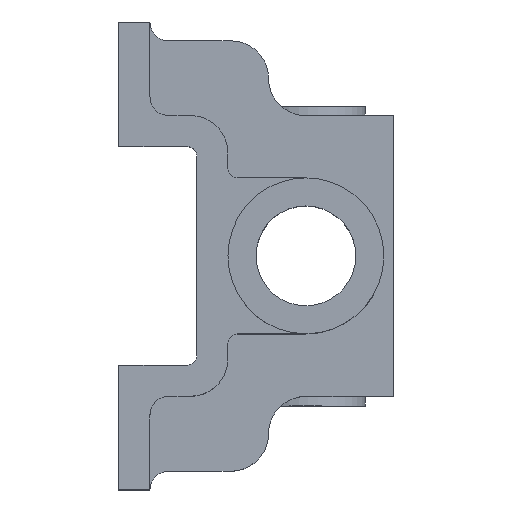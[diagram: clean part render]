
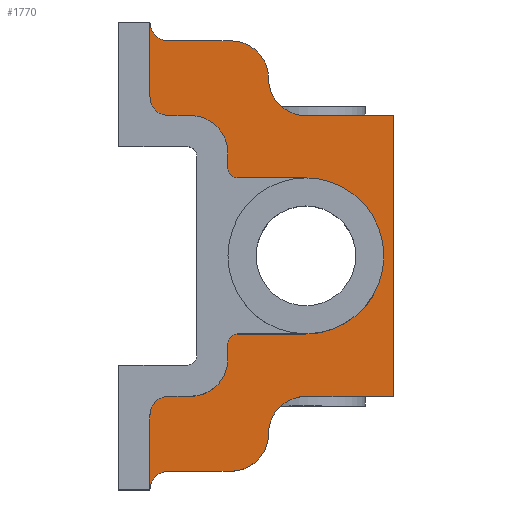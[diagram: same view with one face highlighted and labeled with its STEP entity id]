
A CAD part, top view. The second image highlights one B-rep face of the part: STEP entity #1770.
In plain terms, the highlighted planar face has unit normal (0, 0, 1).
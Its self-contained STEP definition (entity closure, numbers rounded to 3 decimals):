
#451=CARTESIAN_POINT('Vertex',(10.,150.,0.)) ;
#499=CARTESIAN_POINT('Vertex',(88.,30.,0.)) ;
#502=CARTESIAN_POINT('Line Origine',(74.,30.,0.)) ;
#506=CARTESIAN_POINT('Vertex',(60.,30.,0.)) ;
#584=CARTESIAN_POINT('Axis2P3D Location',(60.,18.,0.)) ;
#588=CARTESIAN_POINT('Vertex',(48.,18.,0.)) ;
#683=CARTESIAN_POINT('Axis2P3D Location',(36.,18.,0.)) ;
#687=CARTESIAN_POINT('Vertex',(36.,6.,0.)) ;
#759=CARTESIAN_POINT('Line Origine',(26.,6.,0.)) ;
#763=CARTESIAN_POINT('Vertex',(16.,6.,0.)) ;
#833=CARTESIAN_POINT('Axis2P3D Location',(16.,0.,0.)) ;
#837=CARTESIAN_POINT('Vertex',(10.,0.,0.)) ;
#896=CARTESIAN_POINT('Line Origine',(10.,12.,0.)) ;
#900=CARTESIAN_POINT('Vertex',(10.,24.,0.)) ;
#989=CARTESIAN_POINT('Axis2P3D Location',(16.,24.,0.)) ;
#993=CARTESIAN_POINT('Vertex',(16.,30.,0.)) ;
#1015=CARTESIAN_POINT('Line Origine',(19.5,30.,0.)) ;
#1019=CARTESIAN_POINT('Vertex',(23.,30.,0.)) ;
#1046=CARTESIAN_POINT('Axis2P3D Location',(23.,42.,0.)) ;
#1050=CARTESIAN_POINT('Vertex',(35.,42.,0.)) ;
#1077=CARTESIAN_POINT('Line Origine',(35.,44.5,0.)) ;
#1081=CARTESIAN_POINT('Vertex',(35.,47.,0.)) ;
#1108=CARTESIAN_POINT('Axis2P3D Location',(38.,47.,0.)) ;
#1112=CARTESIAN_POINT('Vertex',(38.,50.,0.)) ;
#1139=CARTESIAN_POINT('Line Origine',(49.,50.,0.)) ;
#1143=CARTESIAN_POINT('Vertex',(60.,50.,0.)) ;
#1177=CARTESIAN_POINT('Axis2P3D Location',(60.,75.,0.)) ;
#1181=CARTESIAN_POINT('Vertex',(60.,100.,0.)) ;
#1217=CARTESIAN_POINT('Line Origine',(49.,100.,0.)) ;
#1221=CARTESIAN_POINT('Vertex',(38.,100.,0.)) ;
#1248=CARTESIAN_POINT('Axis2P3D Location',(38.,103.,0.)) ;
#1252=CARTESIAN_POINT('Vertex',(35.,103.,0.)) ;
#1274=CARTESIAN_POINT('Line Origine',(35.,105.5,0.)) ;
#1278=CARTESIAN_POINT('Vertex',(35.,108.,0.)) ;
#1305=CARTESIAN_POINT('Axis2P3D Location',(23.,108.,0.)) ;
#1309=CARTESIAN_POINT('Vertex',(23.,120.,0.)) ;
#1336=CARTESIAN_POINT('Line Origine',(19.5,120.,0.)) ;
#1340=CARTESIAN_POINT('Vertex',(16.,120.,0.)) ;
#1367=CARTESIAN_POINT('Axis2P3D Location',(16.,126.,0.)) ;
#1371=CARTESIAN_POINT('Vertex',(10.,126.,0.)) ;
#1692=CARTESIAN_POINT('Axis2P3D Location',(0.,0.,0.)) ;
#1697=CARTESIAN_POINT('Line Origine',(88.,75.,0.)) ;
#1701=CARTESIAN_POINT('Vertex',(88.,120.,0.)) ;
#1704=CARTESIAN_POINT('Line Origine',(74.,120.,0.)) ;
#1708=CARTESIAN_POINT('Vertex',(60.,120.,0.)) ;
#1711=CARTESIAN_POINT('Axis2P3D Location',(60.,132.,0.)) ;
#1715=CARTESIAN_POINT('Vertex',(48.,132.,0.)) ;
#1718=CARTESIAN_POINT('Axis2P3D Location',(36.,132.,0.)) ;
#1722=CARTESIAN_POINT('Vertex',(36.,144.,0.)) ;
#1725=CARTESIAN_POINT('Line Origine',(26.,144.,0.)) ;
#1729=CARTESIAN_POINT('Vertex',(16.,144.,0.)) ;
#1732=CARTESIAN_POINT('Axis2P3D Location',(16.,150.,0.)) ;
#1737=CARTESIAN_POINT('Line Origine',(10.,138.,0.)) ;
#503=DIRECTION('Vector Direction',(1.,0.,0.)) ;
#585=DIRECTION('Axis2P3D Direction',(0.,0.,1.)) ;
#684=DIRECTION('Axis2P3D Direction',(0.,0.,1.)) ;
#760=DIRECTION('Vector Direction',(1.,0.,0.)) ;
#834=DIRECTION('Axis2P3D Direction',(0.,0.,1.)) ;
#897=DIRECTION('Vector Direction',(0.,1.,0.)) ;
#990=DIRECTION('Axis2P3D Direction',(0.,0.,1.)) ;
#1016=DIRECTION('Vector Direction',(1.,0.,0.)) ;
#1047=DIRECTION('Axis2P3D Direction',(0.,0.,1.)) ;
#1078=DIRECTION('Vector Direction',(0.,1.,0.)) ;
#1109=DIRECTION('Axis2P3D Direction',(0.,0.,1.)) ;
#1140=DIRECTION('Vector Direction',(-1.,0.,0.)) ;
#1178=DIRECTION('Axis2P3D Direction',(0.,0.,1.)) ;
#1218=DIRECTION('Vector Direction',(-1.,0.,0.)) ;
#1249=DIRECTION('Axis2P3D Direction',(0.,0.,1.)) ;
#1275=DIRECTION('Vector Direction',(0.,-1.,0.)) ;
#1306=DIRECTION('Axis2P3D Direction',(0.,0.,1.)) ;
#1337=DIRECTION('Vector Direction',(1.,0.,0.)) ;
#1368=DIRECTION('Axis2P3D Direction',(0.,0.,1.)) ;
#1693=DIRECTION('Axis2P3D Direction',(0.,0.,1.)) ;
#1694=DIRECTION('Axis2P3D XDirection',(1.,0.,0.)) ;
#1698=DIRECTION('Vector Direction',(0.,1.,0.)) ;
#1705=DIRECTION('Vector Direction',(-1.,0.,0.)) ;
#1712=DIRECTION('Axis2P3D Direction',(0.,0.,1.)) ;
#1719=DIRECTION('Axis2P3D Direction',(0.,0.,1.)) ;
#1726=DIRECTION('Vector Direction',(-1.,0.,0.)) ;
#1733=DIRECTION('Axis2P3D Direction',(0.,0.,1.)) ;
#1738=DIRECTION('Vector Direction',(0.,-1.,0.)) ;
#586=AXIS2_PLACEMENT_3D('Circle Axis2P3D',#584,#585,$) ;
#685=AXIS2_PLACEMENT_3D('Circle Axis2P3D',#683,#684,$) ;
#835=AXIS2_PLACEMENT_3D('Circle Axis2P3D',#833,#834,$) ;
#991=AXIS2_PLACEMENT_3D('Circle Axis2P3D',#989,#990,$) ;
#1048=AXIS2_PLACEMENT_3D('Circle Axis2P3D',#1046,#1047,$) ;
#1110=AXIS2_PLACEMENT_3D('Circle Axis2P3D',#1108,#1109,$) ;
#1179=AXIS2_PLACEMENT_3D('Circle Axis2P3D',#1177,#1178,$) ;
#1250=AXIS2_PLACEMENT_3D('Circle Axis2P3D',#1248,#1249,$) ;
#1307=AXIS2_PLACEMENT_3D('Circle Axis2P3D',#1305,#1306,$) ;
#1369=AXIS2_PLACEMENT_3D('Circle Axis2P3D',#1367,#1368,$) ;
#1695=AXIS2_PLACEMENT_3D('Plane Axis2P3D',#1692,#1693,#1694) ;
#1713=AXIS2_PLACEMENT_3D('Circle Axis2P3D',#1711,#1712,$) ;
#1720=AXIS2_PLACEMENT_3D('Circle Axis2P3D',#1718,#1719,$) ;
#1734=AXIS2_PLACEMENT_3D('Circle Axis2P3D',#1732,#1733,$) ;
#1743=ORIENTED_EDGE('',*,*,#1145,.F.) ;
#1744=ORIENTED_EDGE('',*,*,#1114,.F.) ;
#1745=ORIENTED_EDGE('',*,*,#1083,.F.) ;
#1746=ORIENTED_EDGE('',*,*,#1052,.F.) ;
#1747=ORIENTED_EDGE('',*,*,#1021,.F.) ;
#1748=ORIENTED_EDGE('',*,*,#995,.F.) ;
#1749=ORIENTED_EDGE('',*,*,#902,.F.) ;
#1750=ORIENTED_EDGE('',*,*,#839,.T.) ;
#1751=ORIENTED_EDGE('',*,*,#765,.T.) ;
#1752=ORIENTED_EDGE('',*,*,#689,.T.) ;
#1753=ORIENTED_EDGE('',*,*,#590,.T.) ;
#1754=ORIENTED_EDGE('',*,*,#508,.T.) ;
#1755=ORIENTED_EDGE('',*,*,#1703,.T.) ;
#1756=ORIENTED_EDGE('',*,*,#1710,.T.) ;
#1757=ORIENTED_EDGE('',*,*,#1717,.T.) ;
#1758=ORIENTED_EDGE('',*,*,#1724,.T.) ;
#1759=ORIENTED_EDGE('',*,*,#1731,.T.) ;
#1760=ORIENTED_EDGE('',*,*,#1736,.T.) ;
#1761=ORIENTED_EDGE('',*,*,#1741,.F.) ;
#1762=ORIENTED_EDGE('',*,*,#1373,.F.) ;
#1763=ORIENTED_EDGE('',*,*,#1342,.F.) ;
#1764=ORIENTED_EDGE('',*,*,#1311,.F.) ;
#1765=ORIENTED_EDGE('',*,*,#1280,.F.) ;
#1766=ORIENTED_EDGE('',*,*,#1254,.F.) ;
#1767=ORIENTED_EDGE('',*,*,#1223,.F.) ;
#1768=ORIENTED_EDGE('',*,*,#1183,.F.) ;
#504=VECTOR('Line Direction',#503,1.) ;
#761=VECTOR('Line Direction',#760,1.) ;
#898=VECTOR('Line Direction',#897,1.) ;
#1017=VECTOR('Line Direction',#1016,1.) ;
#1079=VECTOR('Line Direction',#1078,1.) ;
#1141=VECTOR('Line Direction',#1140,1.) ;
#1219=VECTOR('Line Direction',#1218,1.) ;
#1276=VECTOR('Line Direction',#1275,1.) ;
#1338=VECTOR('Line Direction',#1337,1.) ;
#1699=VECTOR('Line Direction',#1698,1.) ;
#1706=VECTOR('Line Direction',#1705,1.) ;
#1727=VECTOR('Line Direction',#1726,1.) ;
#1739=VECTOR('Line Direction',#1738,1.) ;
#1770=ADVANCED_FACE('PartBody',(#1769),#1696,.T.) ;
#587=CIRCLE('generated circle',#586,12.) ;
#686=CIRCLE('generated circle',#685,12.) ;
#836=CIRCLE('generated circle',#835,6.) ;
#992=CIRCLE('generated circle',#991,6.) ;
#1049=CIRCLE('generated circle',#1048,12.) ;
#1111=CIRCLE('generated circle',#1110,3.) ;
#1180=CIRCLE('generated circle',#1179,25.) ;
#1251=CIRCLE('generated circle',#1250,3.) ;
#1308=CIRCLE('generated circle',#1307,12.) ;
#1370=CIRCLE('generated circle',#1369,6.) ;
#1714=CIRCLE('generated circle',#1713,12.) ;
#1721=CIRCLE('generated circle',#1720,12.) ;
#1735=CIRCLE('generated circle',#1734,6.) ;
#508=EDGE_CURVE('',#507,#500,#505,.T.) ;
#590=EDGE_CURVE('',#589,#507,#587,.F.) ;
#689=EDGE_CURVE('',#688,#589,#686,.T.) ;
#765=EDGE_CURVE('',#764,#688,#762,.T.) ;
#839=EDGE_CURVE('',#838,#764,#836,.F.) ;
#902=EDGE_CURVE('',#838,#901,#899,.T.) ;
#995=EDGE_CURVE('',#901,#994,#992,.F.) ;
#1021=EDGE_CURVE('',#994,#1020,#1018,.T.) ;
#1052=EDGE_CURVE('',#1020,#1051,#1049,.T.) ;
#1083=EDGE_CURVE('',#1051,#1082,#1080,.T.) ;
#1114=EDGE_CURVE('',#1082,#1113,#1111,.F.) ;
#1145=EDGE_CURVE('',#1113,#1144,#1142,.F.) ;
#1183=EDGE_CURVE('',#1144,#1182,#1180,.T.) ;
#1223=EDGE_CURVE('',#1182,#1222,#1220,.T.) ;
#1254=EDGE_CURVE('',#1222,#1253,#1251,.F.) ;
#1280=EDGE_CURVE('',#1253,#1279,#1277,.F.) ;
#1311=EDGE_CURVE('',#1279,#1310,#1308,.T.) ;
#1342=EDGE_CURVE('',#1310,#1341,#1339,.F.) ;
#1373=EDGE_CURVE('',#1341,#1372,#1370,.F.) ;
#1703=EDGE_CURVE('',#500,#1702,#1700,.T.) ;
#1710=EDGE_CURVE('',#1702,#1709,#1707,.T.) ;
#1717=EDGE_CURVE('',#1709,#1716,#1714,.F.) ;
#1724=EDGE_CURVE('',#1716,#1723,#1721,.T.) ;
#1731=EDGE_CURVE('',#1723,#1730,#1728,.T.) ;
#1736=EDGE_CURVE('',#1730,#452,#1735,.F.) ;
#1741=EDGE_CURVE('',#1372,#452,#1740,.F.) ;
#1742=EDGE_LOOP('',(#1743,#1744,#1745,#1746,#1747,#1748,#1749,#1750,#1751,#1752,#1753,#1754,#1755,#1756,#1757,#1758,#1759,#1760,#1761,#1762,#1763,#1764,#1765,#1766,#1767,#1768)) ;
#1769=FACE_OUTER_BOUND('',#1742,.T.) ;
#505=LINE('Line',#502,#504) ;
#762=LINE('Line',#759,#761) ;
#899=LINE('Line',#896,#898) ;
#1018=LINE('Line',#1015,#1017) ;
#1080=LINE('Line',#1077,#1079) ;
#1142=LINE('Line',#1139,#1141) ;
#1220=LINE('Line',#1217,#1219) ;
#1277=LINE('Line',#1274,#1276) ;
#1339=LINE('Line',#1336,#1338) ;
#1700=LINE('Line',#1697,#1699) ;
#1707=LINE('Line',#1704,#1706) ;
#1728=LINE('Line',#1725,#1727) ;
#1740=LINE('Line',#1737,#1739) ;
#1696=PLANE('Plane',#1695) ;
#452=VERTEX_POINT('',#451) ;
#500=VERTEX_POINT('',#499) ;
#507=VERTEX_POINT('',#506) ;
#589=VERTEX_POINT('',#588) ;
#688=VERTEX_POINT('',#687) ;
#764=VERTEX_POINT('',#763) ;
#838=VERTEX_POINT('',#837) ;
#901=VERTEX_POINT('',#900) ;
#994=VERTEX_POINT('',#993) ;
#1020=VERTEX_POINT('',#1019) ;
#1051=VERTEX_POINT('',#1050) ;
#1082=VERTEX_POINT('',#1081) ;
#1113=VERTEX_POINT('',#1112) ;
#1144=VERTEX_POINT('',#1143) ;
#1182=VERTEX_POINT('',#1181) ;
#1222=VERTEX_POINT('',#1221) ;
#1253=VERTEX_POINT('',#1252) ;
#1279=VERTEX_POINT('',#1278) ;
#1310=VERTEX_POINT('',#1309) ;
#1341=VERTEX_POINT('',#1340) ;
#1372=VERTEX_POINT('',#1371) ;
#1702=VERTEX_POINT('',#1701) ;
#1709=VERTEX_POINT('',#1708) ;
#1716=VERTEX_POINT('',#1715) ;
#1723=VERTEX_POINT('',#1722) ;
#1730=VERTEX_POINT('',#1729) ;
